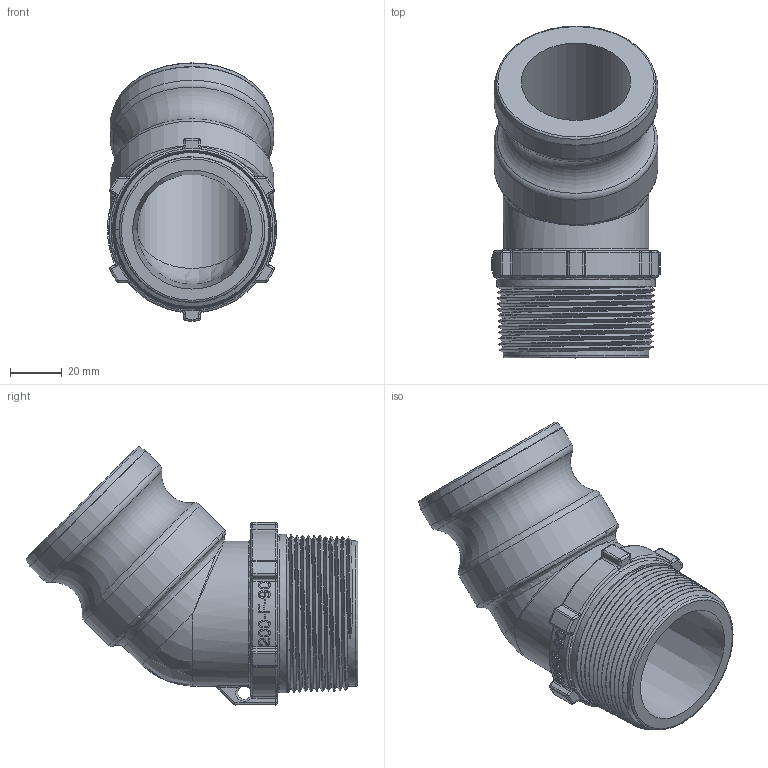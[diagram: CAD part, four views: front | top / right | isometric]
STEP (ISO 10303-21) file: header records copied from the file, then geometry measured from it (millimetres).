
FILE_DESCRIPTION(/* description */ ('2" Male Coupler x 2" - 11 1/2 Male NPT, 45°'),/* implementation_level */ '2;1');
FILE_NAME(/* name */ '200F45.stp',/* time_stamp */ '2014-03-26T09:22:00-04:00',/* author */ ('DTruax'),/* organization */ (''),/* preprocessor_version */ 'ST-DEVELOPER v15.2',/* originating_system */ 'Autodesk Inventor 2014',/* authorisation */ '');
FILE_SCHEMA (('AUTOMOTIVE_DESIGN { 1 0 10303 214 3 1 1 }'));
Length unit declared in the file: inch
Products named in the file (1): 200F45
Bounding box: 65.02 x 127.65 x 99.33 mm (x, y, z)
Volume: 157934.2 mm3; surface area: 48331.5 mm2
Topology: 1 solids, 1 shells, 549 faces, 1401 edges, 874 vertices
Faces by surface type: plane 182, bspline 154, cylinder 113, torus 58, sphere 26, cone 16
Full cylindrical faces by diameter (mm): 5.08 x1, 42.164 x1, 55.88 x1, 60.96 x1, 63.043 x2
Entity records: 21589 total; most frequent: CARTESIAN_POINT 9503, ORIENTED_EDGE 2666, DIRECTION 2236, EDGE_CURVE 1333, AXIS2_PLACEMENT_3D 855, VERTEX_POINT 848, EDGE_LOOP 593, ADVANCED_FACE 538
